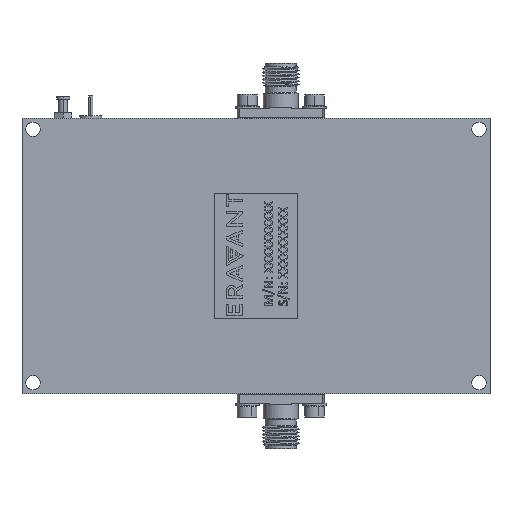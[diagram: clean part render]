
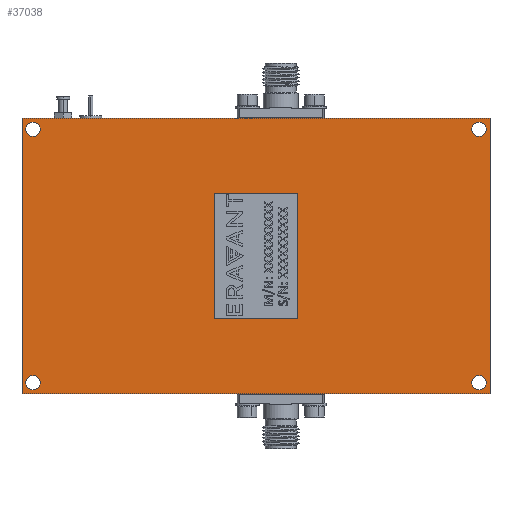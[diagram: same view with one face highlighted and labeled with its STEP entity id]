
A CAD part, left-side view. The second image highlights one B-rep face of the part: STEP entity #37038.
In plain terms, the highlighted planar face has unit normal (-1, 0, 0).
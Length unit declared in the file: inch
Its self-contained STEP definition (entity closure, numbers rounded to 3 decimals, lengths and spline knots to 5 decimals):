
#13 = AXIS2_PLACEMENT_3D ( 'NONE', #11732, #41823, #7787 ) ;
#357 = DIRECTION ( 'NONE',  ( 0., 0., 1. ) ) ;
#618 = AXIS2_PLACEMENT_3D ( 'NONE', #19618, #36204, #42959 ) ;
#791 = VERTEX_POINT ( 'NONE', #24528 ) ;
#2322 = FACE_BOUND ( 'NONE', #2880, .T. ) ;
#2880 = EDGE_LOOP ( 'NONE', ( #34131, #40629 ) ) ;
#3662 = VECTOR ( 'NONE', #30303, 39.37008 ) ;
#4191 = CARTESIAN_POINT ( 'NONE',  ( 0., 1.59449, 0.90551 ) ) ;
#5129 = DIRECTION ( 'NONE',  ( 0., 0., 1. ) ) ;
#5231 = VERTEX_POINT ( 'NONE', #12689 ) ;
#6420 = CARTESIAN_POINT ( 'NONE',  ( 0., 1.59449, 0.85433 ) ) ;
#6888 = VECTOR ( 'NONE', #20891, 39.37008 ) ;
#6921 = DIRECTION ( 'NONE',  ( -1., 0., 0. ) ) ;
#7374 = ORIENTED_EDGE ( 'NONE', *, *, #31777, .F. ) ;
#7389 = DIRECTION ( 'NONE',  ( 0., 0., 1. ) ) ;
#7787 = DIRECTION ( 'NONE',  ( 0., 0., 1. ) ) ;
#7989 = CIRCLE ( 'NONE', #8021, 0.05118 ) ;
#8021 = AXIS2_PLACEMENT_3D ( 'NONE', #37256, #17635, #27661 ) ;
#8487 = LINE ( 'NONE', #8700, #41707 ) ;
#8700 = CARTESIAN_POINT ( 'NONE',  ( 0., -1.67323, -0.98425 ) ) ;
#8953 = VERTEX_POINT ( 'NONE', #29512 ) ;
#9367 = CIRCLE ( 'NONE', #10057, 0.05118 ) ;
#10057 = AXIS2_PLACEMENT_3D ( 'NONE', #37419, #40504, #357 ) ;
#10067 = AXIS2_PLACEMENT_3D ( 'NONE', #28439, #24737, #41325 ) ;
#10139 = ORIENTED_EDGE ( 'NONE', *, *, #24262, .F. ) ;
#10850 = DIRECTION ( 'NONE',  ( 0., 0., 1. ) ) ;
#11309 = LINE ( 'NONE', #35088, #6888 ) ;
#11443 = AXIS2_PLACEMENT_3D ( 'NONE', #33889, #23844, #37148 ) ;
#11732 = CARTESIAN_POINT ( 'NONE',  ( 0., 1.59449, -0.90551 ) ) ;
#12371 = FACE_BOUND ( 'NONE', #40025, .T. ) ;
#12463 = CIRCLE ( 'NONE', #36847, 0.05118 ) ;
#12689 = CARTESIAN_POINT ( 'NONE',  ( 0., -1.67323, 0.98425 ) ) ;
#13022 = EDGE_LOOP ( 'NONE', ( #39762, #21453, #22769, #7374 ) ) ;
#14166 = LINE ( 'NONE', #27477, #28776 ) ;
#14226 = CIRCLE ( 'NONE', #11443, 0.05118 ) ;
#14238 = DIRECTION ( 'NONE',  ( -1., 0., 0. ) ) ;
#14266 = EDGE_CURVE ( 'NONE', #42065, #40524, #9367, .T. ) ;
#14351 = EDGE_CURVE ( 'NONE', #28594, #41684, #34447, .T. ) ;
#14853 = AXIS2_PLACEMENT_3D ( 'NONE', #30932, #6921, #10850 ) ;
#15640 = FACE_BOUND ( 'NONE', #28475, .T. ) ;
#15867 = CARTESIAN_POINT ( 'NONE',  ( 0., 1.67323, 0.98425 ) ) ;
#16984 = LINE ( 'NONE', #23955, #3662 ) ;
#17635 = DIRECTION ( 'NONE',  ( -1., 0., 0. ) ) ;
#18828 = CARTESIAN_POINT ( 'NONE',  ( 0., 1.59449, -0.95669 ) ) ;
#19103 = AXIS2_PLACEMENT_3D ( 'NONE', #34826, #28472, #5129 ) ;
#19192 = VERTEX_POINT ( 'NONE', #24805 ) ;
#19618 = CARTESIAN_POINT ( 'NONE',  ( 0., -1.59449, 0.90551 ) ) ;
#20065 = CARTESIAN_POINT ( 'NONE',  ( 0., -1.59449, -0.95669 ) ) ;
#20252 = EDGE_CURVE ( 'NONE', #29120, #5231, #16984, .T. ) ;
#20891 = DIRECTION ( 'NONE',  ( 0., 0., -1. ) ) ;
#21014 = EDGE_CURVE ( 'NONE', #40524, #42065, #7989, .T. ) ;
#21453 = ORIENTED_EDGE ( 'NONE', *, *, #24464, .F. ) ;
#21836 = CIRCLE ( 'NONE', #14853, 0.05118 ) ;
#22012 = DIRECTION ( 'NONE',  ( 0., 1., 0. ) ) ;
#22390 = VERTEX_POINT ( 'NONE', #6420 ) ;
#22769 = ORIENTED_EDGE ( 'NONE', *, *, #20252, .F. ) ;
#23844 = DIRECTION ( 'NONE',  ( -1., 0., 0. ) ) ;
#23955 = CARTESIAN_POINT ( 'NONE',  ( 0., -1.67323, 0.98425 ) ) ;
#24262 = EDGE_CURVE ( 'NONE', #791, #19192, #36856, .T. ) ;
#24345 = CARTESIAN_POINT ( 'NONE',  ( 0., -1.67323, -0.98425 ) ) ;
#24464 = EDGE_CURVE ( 'NONE', #5231, #24962, #11309, .T. ) ;
#24507 = ORIENTED_EDGE ( 'NONE', *, *, #31380, .F. ) ;
#24528 = CARTESIAN_POINT ( 'NONE',  ( 0., -1.59449, 0.85433 ) ) ;
#24737 = DIRECTION ( 'NONE',  ( -1., 0., 0. ) ) ;
#24805 = CARTESIAN_POINT ( 'NONE',  ( 0., -1.59449, 0.95669 ) ) ;
#24962 = VERTEX_POINT ( 'NONE', #24345 ) ;
#25245 = FACE_BOUND ( 'NONE', #26267, .T. ) ;
#25674 = FACE_OUTER_BOUND ( 'NONE', #13022, .T. ) ;
#26267 = EDGE_LOOP ( 'NONE', ( #36641, #10139 ) ) ;
#26667 = ORIENTED_EDGE ( 'NONE', *, *, #14351, .F. ) ;
#27477 = CARTESIAN_POINT ( 'NONE',  ( 0., 1.67323, 0.98425 ) ) ;
#27552 = DIRECTION ( 'NONE',  ( 0., 0., 1. ) ) ;
#27661 = DIRECTION ( 'NONE',  ( 0., 0., 1. ) ) ;
#28439 = CARTESIAN_POINT ( 'NONE',  ( 0., 0., 0. ) ) ;
#28472 = DIRECTION ( 'NONE',  ( -1., 0., 0. ) ) ;
#28475 = EDGE_LOOP ( 'NONE', ( #26667, #24507 ) ) ;
#28594 = VERTEX_POINT ( 'NONE', #28911 ) ;
#28776 = VECTOR ( 'NONE', #7389, 39.37008 ) ;
#28911 = CARTESIAN_POINT ( 'NONE',  ( 0., 1.59449, -0.85433 ) ) ;
#29120 = VERTEX_POINT ( 'NONE', #15867 ) ;
#29512 = CARTESIAN_POINT ( 'NONE',  ( 0., 1.59449, 0.95669 ) ) ;
#30303 = DIRECTION ( 'NONE',  ( 0., -1., 0. ) ) ;
#30932 = CARTESIAN_POINT ( 'NONE',  ( 0., -1.59449, 0.90551 ) ) ;
#31380 = EDGE_CURVE ( 'NONE', #41684, #28594, #39731, .T. ) ;
#31777 = EDGE_CURVE ( 'NONE', #40031, #29120, #14166, .T. ) ;
#32056 = EDGE_CURVE ( 'NONE', #19192, #791, #21836, .T. ) ;
#32190 = CARTESIAN_POINT ( 'NONE',  ( 0., -1.59449, -0.85433 ) ) ;
#33889 = CARTESIAN_POINT ( 'NONE',  ( 0., 1.59449, 0.90551 ) ) ;
#34131 = ORIENTED_EDGE ( 'NONE', *, *, #39645, .F. ) ;
#34447 = CIRCLE ( 'NONE', #19103, 0.05118 ) ;
#34826 = CARTESIAN_POINT ( 'NONE',  ( 0., 1.59449, -0.90551 ) ) ;
#35088 = CARTESIAN_POINT ( 'NONE',  ( 0., -1.67323, 0.98425 ) ) ;
#35206 = ORIENTED_EDGE ( 'NONE', *, *, #14266, .F. ) ;
#36121 = EDGE_CURVE ( 'NONE', #22390, #8953, #14226, .T. ) ;
#36204 = DIRECTION ( 'NONE',  ( -1., 0., 0. ) ) ;
#36641 = ORIENTED_EDGE ( 'NONE', *, *, #32056, .F. ) ;
#36847 = AXIS2_PLACEMENT_3D ( 'NONE', #4191, #14238, #27552 ) ;
#36856 = CIRCLE ( 'NONE', #618, 0.05118 ) ;
#37038 = ADVANCED_FACE ( 'NONE', ( #2322, #12371, #15640, #25245, #25674 ), #38551, .T. ) ;
#37148 = DIRECTION ( 'NONE',  ( 0., 0., 1. ) ) ;
#37256 = CARTESIAN_POINT ( 'NONE',  ( 0., -1.59449, -0.90551 ) ) ;
#37419 = CARTESIAN_POINT ( 'NONE',  ( 0., -1.59449, -0.90551 ) ) ;
#37737 = CARTESIAN_POINT ( 'NONE',  ( 0., 1.67323, -0.98425 ) ) ;
#38551 = PLANE ( 'NONE',  #10067 ) ;
#38603 = EDGE_CURVE ( 'NONE', #24962, #40031, #8487, .T. ) ;
#39645 = EDGE_CURVE ( 'NONE', #8953, #22390, #12463, .T. ) ;
#39731 = CIRCLE ( 'NONE', #13, 0.05118 ) ;
#39762 = ORIENTED_EDGE ( 'NONE', *, *, #38603, .F. ) ;
#39775 = ORIENTED_EDGE ( 'NONE', *, *, #21014, .F. ) ;
#40025 = EDGE_LOOP ( 'NONE', ( #39775, #35206 ) ) ;
#40031 = VERTEX_POINT ( 'NONE', #37737 ) ;
#40504 = DIRECTION ( 'NONE',  ( -1., 0., 0. ) ) ;
#40524 = VERTEX_POINT ( 'NONE', #32190 ) ;
#40629 = ORIENTED_EDGE ( 'NONE', *, *, #36121, .F. ) ;
#41325 = DIRECTION ( 'NONE',  ( 0., 0., 1. ) ) ;
#41684 = VERTEX_POINT ( 'NONE', #18828 ) ;
#41707 = VECTOR ( 'NONE', #22012, 39.37008 ) ;
#41823 = DIRECTION ( 'NONE',  ( -1., 0., 0. ) ) ;
#42065 = VERTEX_POINT ( 'NONE', #20065 ) ;
#42959 = DIRECTION ( 'NONE',  ( 0., 0., 1. ) ) ;
